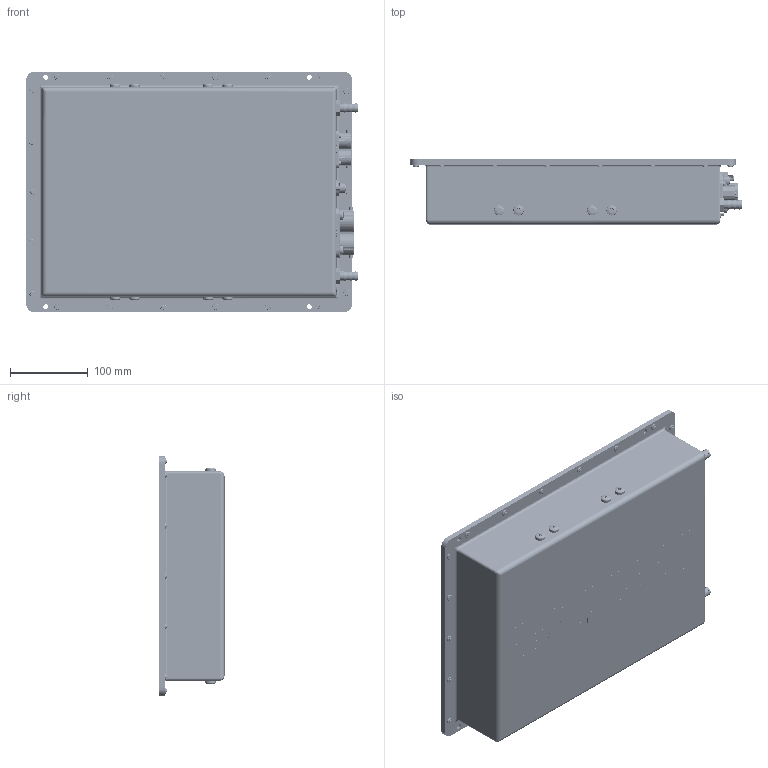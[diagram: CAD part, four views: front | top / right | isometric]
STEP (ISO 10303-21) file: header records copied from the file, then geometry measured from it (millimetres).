
FILE_DESCRIPTION (( 'STEP AP214' ), '1' );
FILE_NAME ('1753ENS003_22112022.STEP', '2022-11-22T08:29:32', ( '' ), ( '' ), 'SwSTEP 2.0', 'SolidWorks 2021', '' );
FILE_SCHEMA (( 'AUTOMOTIVE_DESIGN' ));
Length unit declared in the file: millimetre
Products named in the file (21): Etiquette DCDC COMET_01; 1753ENS003_22112022; Vis CBLX M6 INOX A4_VIS CBLX, M  6 -  20; Sub-D 9pts IP67; Amphenol_PL082x-301-10M6-TC_TC; 1734ME018_001<Brut d''usinage>; Etiquette Danger électrique; Vis FX M4_VIS FX, M  4 -  10; RONDELLE PLATE M ALU _RONDELLE PLATE M ALUMINIUM D8; Union legris 01911013; Entretoise H5 MF M3 INOX_Entretoise H5 MF M3 L5; Vis CBLX M3 INOX A4_VIS CBLX, M  3 -  12; RONDELLE ELASTIQUE BOMBEE_RONDELLE ELASTIQUE BOMBEE D3; RONDELLE ELASTIQUE BOMBEE_RONDELLE ELASTIQUE BOMBEE D6; VIS ETANCHE CBLX M6_VIS CBLX, M  6 -  16; Vis CBLX M6 INOX A4_VIS CBLX, M  6 -  12; ECROU H ALU_ECROU H, M8; pl082x-121-10M6; 1410508_; 415371; 1734ME019
Assembly tree (62 placements, depth 2):
  1753ENS003_22112022
    1734ME018_001<Brut d''usinage>
    1734ME019
    pl082x-121-10M6
    Amphenol_PL082x-301-10M6-TC_TC
    Union legris 01911013  x2
    Etiquette Danger électrique
    Sub-D 9pts IP67
    1410508_
    415371
    Vis CBLX M3 INOX A4_VIS CBLX, M  3 -  12  x4
    Vis CBLX M6 INOX A4_VIS CBLX, M  6 -  12  x2
    Vis FX M4_VIS FX, M  4 -  10  x22
    RONDELLE PLATE M ALU _RONDELLE PLATE M ALUMINIUM D8  x2
    RONDELLE ELASTIQUE BOMBEE_RONDELLE ELASTIQUE BOMBEE D3  x4
    RONDELLE ELASTIQUE BOMBEE_RONDELLE ELASTIQUE BOMBEE D6  x4
    Vis CBLX M6 INOX A4_VIS CBLX, M  6 -  20  x2
    ECROU H ALU_ECROU H, M8
    Entretoise H5 MF M3 INOX_Entretoise H5 MF M3 L5  x2
    VIS ETANCHE CBLX M6_VIS CBLX, M  6 -  16  x8
    Etiquette DCDC COMET_01
Bounding box: 427.3 x 84.5 x 310 mm (x, y, z)
Volume: 1273682.5 mm3; surface area: 818611 mm2
Topology: 154 solids, 156 shells, 5578 faces, 13761 edges, 8739 vertices
Faces by surface type: cylinder 2196, plane 2068, cone 894, bspline 303, torus 117
Entity records: 170802 total; most frequent: CARTESIAN_POINT 59112, ORIENTED_EDGE 19144, DIRECTION 19122, EDGE_CURVE 9572, AXIS2_PLACEMENT_3D 6908, VERTEX_POINT 6106, LINE 5306, VECTOR 5306
